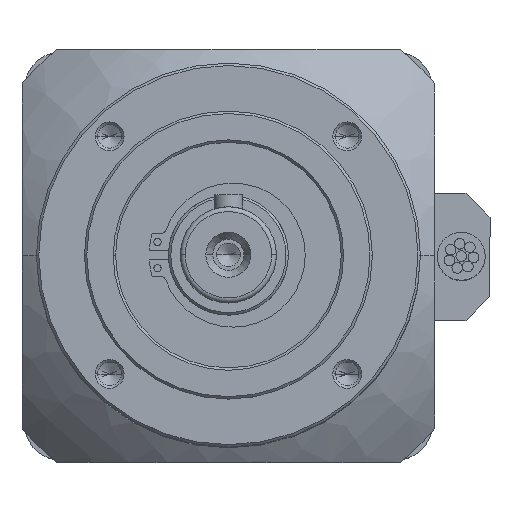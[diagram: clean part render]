
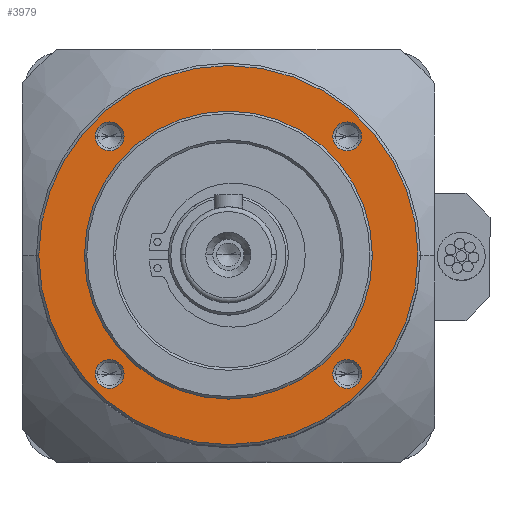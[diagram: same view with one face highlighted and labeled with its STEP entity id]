
A CAD part, top view. The second image highlights one B-rep face of the part: STEP entity #3979.
In plain terms, the highlighted planar face has unit normal (0, 0, 1).
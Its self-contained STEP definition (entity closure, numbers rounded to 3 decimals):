
#155 = CIRCLE ( 'NONE', #162, 3. ) ;
#156 = AXIS2_PLACEMENT_3D ( 'NONE', #2662, #2663, #2664 ) ;
#161 = CIRCLE ( 'NONE', #168, 3. ) ;
#162 = AXIS2_PLACEMENT_3D ( 'NONE', #2672, #2673, #2674 ) ;
#168 = AXIS2_PLACEMENT_3D ( 'NONE', #2682, #2683, #2684 ) ;
#522 = CIRCLE ( 'NONE', #156, 3. ) ;
#525 = CIRCLE ( 'NONE', #6181, 39.5 ) ;
#538 = VERTEX_POINT ( 'NONE', #6209 ) ;
#539 = VERTEX_POINT ( 'NONE', #6219 ) ;
#542 = VERTEX_POINT ( 'NONE', #6211 ) ;
#543 = VERTEX_POINT ( 'NONE', #6242 ) ;
#550 = VERTEX_POINT ( 'NONE', #6218 ) ;
#553 = VERTEX_POINT ( 'NONE', #6206 ) ;
#736 = EDGE_CURVE ( 'NONE', #550, #553, #6298, .T. ) ;
#847 = EDGE_CURVE ( 'NONE', #553, #550, #525, .T. ) ;
#855 = EDGE_CURVE ( 'NONE', #542, #543, #522, .T. ) ;
#859 = EDGE_CURVE ( 'NONE', #538, #539, #155, .T. ) ;
#863 = EDGE_CURVE ( 'NONE', #6176, #6177, #161, .T. ) ;
#1142 = EDGE_CURVE ( 'NONE', #6172, #6173, #5658, .T. ) ;
#1146 = EDGE_CURVE ( 'NONE', #6168, #6169, #5659, .T. ) ;
#1398 = CARTESIAN_POINT ( 'NONE',  ( 24.749, 24.749, 218. ) ) ;
#1399 = DIRECTION ( 'NONE',  ( 0., 0., -1. ) ) ;
#1400 = DIRECTION ( 'NONE',  ( 1., 0., 0. ) ) ;
#1408 = CARTESIAN_POINT ( 'NONE',  ( 0., 0., 218. ) ) ;
#1409 = DIRECTION ( 'NONE',  ( 0., 0., -1. ) ) ;
#1410 = DIRECTION ( 'NONE',  ( -1., 0., 0. ) ) ;
#1690 = PLANE ( 'NONE',  #4576 ) ;
#1691 = CARTESIAN_POINT ( 'NONE',  ( -40.29, -39.5, 218. ) ) ;
#1692 = DIRECTION ( 'NONE',  ( 0., 0., 1. ) ) ;
#1693 = DIRECTION ( 'NONE',  ( 1., 0., 0. ) ) ;
#2291 = CARTESIAN_POINT ( 'NONE',  ( 0., 0., 218. ) ) ;
#2292 = DIRECTION ( 'NONE',  ( 0., 0., -1. ) ) ;
#2293 = DIRECTION ( 'NONE',  ( -1., 0., 0. ) ) ;
#2642 = CARTESIAN_POINT ( 'NONE',  ( 0., 0., 218. ) ) ;
#2643 = DIRECTION ( 'NONE',  ( 0., 0., -1. ) ) ;
#2644 = DIRECTION ( 'NONE',  ( -1., 0., 0. ) ) ;
#2662 = CARTESIAN_POINT ( 'NONE',  ( 24.749, -24.749, 218. ) ) ;
#2663 = DIRECTION ( 'NONE',  ( 0., 0., -1. ) ) ;
#2664 = DIRECTION ( 'NONE',  ( 1., 0., 0. ) ) ;
#2672 = CARTESIAN_POINT ( 'NONE',  ( -24.749, -24.749, 218. ) ) ;
#2673 = DIRECTION ( 'NONE',  ( 0., 0., -1. ) ) ;
#2674 = DIRECTION ( 'NONE',  ( 1., 0., 0. ) ) ;
#2682 = CARTESIAN_POINT ( 'NONE',  ( -24.749, 24.749, 218. ) ) ;
#2683 = DIRECTION ( 'NONE',  ( 0., 0., -1. ) ) ;
#2684 = DIRECTION ( 'NONE',  ( 1., 0., 0. ) ) ;
#3979 = ADVANCED_FACE ( 'NONE', ( #5420, #5421, #5422, #5423, #5424, #5425 ), #1690, .T. ) ;
#4272 = ORIENTED_EDGE ( 'NONE', *, *, #855, .T. ) ;
#4273 = ORIENTED_EDGE ( 'NONE', *, *, #4502, .T. ) ;
#4274 = ORIENTED_EDGE ( 'NONE', *, *, #859, .T. ) ;
#4275 = ORIENTED_EDGE ( 'NONE', *, *, #4503, .T. ) ;
#4276 = ORIENTED_EDGE ( 'NONE', *, *, #863, .T. ) ;
#4277 = ORIENTED_EDGE ( 'NONE', *, *, #4500, .T. ) ;
#4278 = ORIENTED_EDGE ( 'NONE', *, *, #1142, .T. ) ;
#4279 = ORIENTED_EDGE ( 'NONE', *, *, #4501, .T. ) ;
#4280 = ORIENTED_EDGE ( 'NONE', *, *, #1146, .T. ) ;
#4281 = ORIENTED_EDGE ( 'NONE', *, *, #4497, .T. ) ;
#4282 = ORIENTED_EDGE ( 'NONE', *, *, #847, .F. ) ;
#4283 = ORIENTED_EDGE ( 'NONE', *, *, #736, .F. ) ;
#4497 = EDGE_CURVE ( 'NONE', #6169, #6168, #5224, .T. ) ;
#4500 = EDGE_CURVE ( 'NONE', #6177, #6176, #5226, .T. ) ;
#4501 = EDGE_CURVE ( 'NONE', #6173, #6172, #5228, .T. ) ;
#4502 = EDGE_CURVE ( 'NONE', #543, #542, #5230, .T. ) ;
#4503 = EDGE_CURVE ( 'NONE', #539, #538, #5234, .T. ) ;
#4576 = AXIS2_PLACEMENT_3D ( 'NONE', #1691, #1692, #1693 ) ;
#5063 = CARTESIAN_POINT ( 'NONE',  ( 0., 0., 218. ) ) ;
#5064 = DIRECTION ( 'NONE',  ( 0., 0., -1. ) ) ;
#5065 = DIRECTION ( 'NONE',  ( -1., 0., 0. ) ) ;
#5072 = CARTESIAN_POINT ( 'NONE',  ( -24.749, 24.749, 218. ) ) ;
#5073 = DIRECTION ( 'NONE',  ( 0., 0., -1. ) ) ;
#5074 = DIRECTION ( 'NONE',  ( 1., 0., 0. ) ) ;
#5075 = CARTESIAN_POINT ( 'NONE',  ( 24.749, 24.749, 218. ) ) ;
#5076 = DIRECTION ( 'NONE',  ( 0., 0., -1. ) ) ;
#5077 = DIRECTION ( 'NONE',  ( 1., 0., 0. ) ) ;
#5078 = CARTESIAN_POINT ( 'NONE',  ( 24.749, -24.749, 218. ) ) ;
#5079 = DIRECTION ( 'NONE',  ( 0., 0., -1. ) ) ;
#5080 = DIRECTION ( 'NONE',  ( 1., 0., 0. ) ) ;
#5081 = CARTESIAN_POINT ( 'NONE',  ( -24.749, -24.749, 218. ) ) ;
#5082 = DIRECTION ( 'NONE',  ( 0., 0., -1. ) ) ;
#5083 = DIRECTION ( 'NONE',  ( 1., 0., 0. ) ) ;
#5191 = CARTESIAN_POINT ( 'NONE',  ( -30., 0., 218. ) ) ;
#5192 = CARTESIAN_POINT ( 'NONE',  ( 30., 0., 218. ) ) ;
#5195 = CARTESIAN_POINT ( 'NONE',  ( 27.749, 24.749, 218. ) ) ;
#5196 = CARTESIAN_POINT ( 'NONE',  ( 21.749, 24.749, 218. ) ) ;
#5199 = CARTESIAN_POINT ( 'NONE',  ( -21.749, 24.749, 218. ) ) ;
#5200 = CARTESIAN_POINT ( 'NONE',  ( -27.749, 24.749, 218. ) ) ;
#5224 = CIRCLE ( 'NONE', #5231, 30. ) ;
#5226 = CIRCLE ( 'NONE', #5235, 3. ) ;
#5228 = CIRCLE ( 'NONE', #5237, 3. ) ;
#5230 = CIRCLE ( 'NONE', #5239, 3. ) ;
#5231 = AXIS2_PLACEMENT_3D ( 'NONE', #5063, #5064, #5065 ) ;
#5234 = CIRCLE ( 'NONE', #5241, 3. ) ;
#5235 = AXIS2_PLACEMENT_3D ( 'NONE', #5072, #5073, #5074 ) ;
#5237 = AXIS2_PLACEMENT_3D ( 'NONE', #5075, #5076, #5077 ) ;
#5239 = AXIS2_PLACEMENT_3D ( 'NONE', #5078, #5079, #5080 ) ;
#5241 = AXIS2_PLACEMENT_3D ( 'NONE', #5081, #5082, #5083 ) ;
#5420 = FACE_BOUND ( 'NONE', #6946, .T. ) ;
#5421 = FACE_BOUND ( 'NONE', #6947, .T. ) ;
#5422 = FACE_BOUND ( 'NONE', #6948, .T. ) ;
#5423 = FACE_BOUND ( 'NONE', #6949, .T. ) ;
#5424 = FACE_BOUND ( 'NONE', #6950, .T. ) ;
#5425 = FACE_OUTER_BOUND ( 'NONE', #6951, .T. ) ;
#5658 = CIRCLE ( 'NONE', #5661, 3. ) ;
#5659 = CIRCLE ( 'NONE', #5666, 30. ) ;
#5661 = AXIS2_PLACEMENT_3D ( 'NONE', #1398, #1399, #1400 ) ;
#5666 = AXIS2_PLACEMENT_3D ( 'NONE', #1408, #1409, #1410 ) ;
#6168 = VERTEX_POINT ( 'NONE', #5191 ) ;
#6169 = VERTEX_POINT ( 'NONE', #5192 ) ;
#6172 = VERTEX_POINT ( 'NONE', #5195 ) ;
#6173 = VERTEX_POINT ( 'NONE', #5196 ) ;
#6176 = VERTEX_POINT ( 'NONE', #5199 ) ;
#6177 = VERTEX_POINT ( 'NONE', #5200 ) ;
#6181 = AXIS2_PLACEMENT_3D ( 'NONE', #2642, #2643, #2644 ) ;
#6206 = CARTESIAN_POINT ( 'NONE',  ( -39.5, 0., 218. ) ) ;
#6209 = CARTESIAN_POINT ( 'NONE',  ( -21.749, -24.749, 218. ) ) ;
#6211 = CARTESIAN_POINT ( 'NONE',  ( 27.749, -24.749, 218. ) ) ;
#6218 = CARTESIAN_POINT ( 'NONE',  ( 39.5, 0., 218. ) ) ;
#6219 = CARTESIAN_POINT ( 'NONE',  ( -27.749, -24.749, 218. ) ) ;
#6242 = CARTESIAN_POINT ( 'NONE',  ( 21.749, -24.749, 218. ) ) ;
#6283 = AXIS2_PLACEMENT_3D ( 'NONE', #2291, #2292, #2293 ) ;
#6298 = CIRCLE ( 'NONE', #6283, 39.5 ) ;
#6946 = EDGE_LOOP ( 'NONE', ( #4272, #4273 ) ) ;
#6947 = EDGE_LOOP ( 'NONE', ( #4274, #4275 ) ) ;
#6948 = EDGE_LOOP ( 'NONE', ( #4276, #4277 ) ) ;
#6949 = EDGE_LOOP ( 'NONE', ( #4278, #4279 ) ) ;
#6950 = EDGE_LOOP ( 'NONE', ( #4280, #4281 ) ) ;
#6951 = EDGE_LOOP ( 'NONE', ( #4282, #4283 ) ) ;
